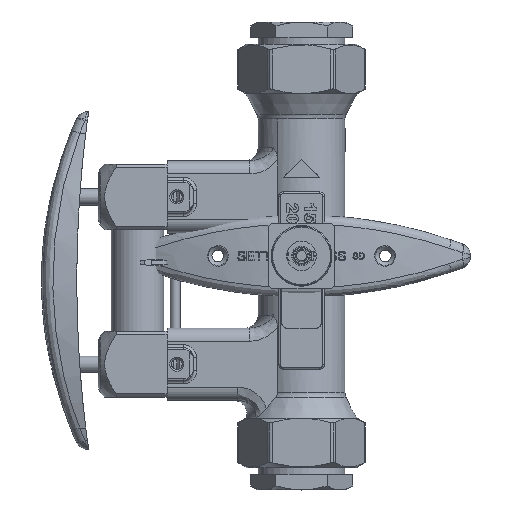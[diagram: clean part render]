
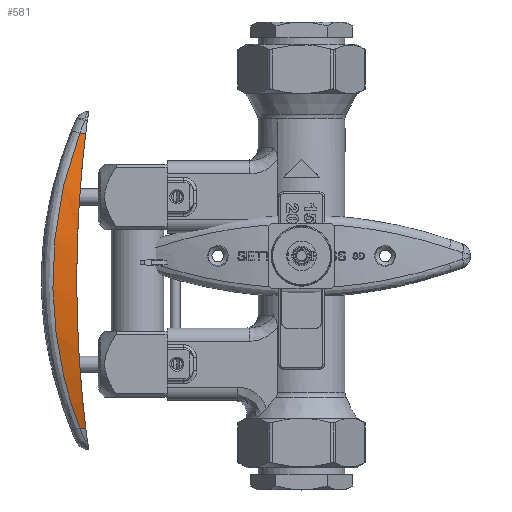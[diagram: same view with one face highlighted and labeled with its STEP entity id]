
A CAD part, top view. The second image highlights one B-rep face of the part: STEP entity #581.
In plain terms, the highlighted cylindrical face has radius 140 mm (diameter 280 mm), a partial arc.
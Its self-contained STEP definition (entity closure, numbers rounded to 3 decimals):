
#581 = ADVANCED_FACE( '', ( #1648 ), #1649, .T. );
#1648 = FACE_OUTER_BOUND( '', #3713, .T. );
#1649 = CYLINDRICAL_SURFACE( '', #3714, 140. );
#3713 = EDGE_LOOP( '', ( #7945, #7946, #7947, #7948 ) );
#3714 = AXIS2_PLACEMENT_3D( '', #7949, #7950, #7951 );
#7945 = ORIENTED_EDGE( '', *, *, #13373, .F. );
#7946 = ORIENTED_EDGE( '', *, *, #13370, .T. );
#7947 = ORIENTED_EDGE( '', *, *, #13374, .T. );
#7948 = ORIENTED_EDGE( '', *, *, #13375, .F. );
#7949 = CARTESIAN_POINT( '', ( 0., 127.5, 14.31 ) );
#7950 = DIRECTION( '', ( 0., 0., 1. ) );
#7951 = DIRECTION( '', ( -1., 0., 0. ) );
#13370 = EDGE_CURVE( '', #15479, #15491, #15493, .T. );
#13373 = EDGE_CURVE( '', #15479, #15497, #15498, .T. );
#13374 = EDGE_CURVE( '', #15491, #15499, #15500, .T. );
#13375 = EDGE_CURVE( '', #15497, #15499, #15501, .T. );
#15479 = VERTEX_POINT( '', #20486 );
#15491 = VERTEX_POINT( '', #20573 );
#15493 = B_SPLINE_CURVE_WITH_KNOTS( '', 3, ( #20575, #20576, #20577, #20578, #20579, #20580, #20581, #20582, #20583, #20584, #20585, #20586, #20587, #20588, #20589, #20590, #20591, #20592, #20593, #20594, #20595, #20596, #20597, #20598, #20599, #20600, #20601, #20602, #20603, #20604, #20605, #20606, #20607, #20608, #20609, #20610, #20611, #20612, #20613, #20614, #20615, #20616, #20617, #20618, #20619, #20620, #20621, #20622 ), .UNSPECIFIED., .F., .F., ( 4, 1, 1, 1, 1, 1, 1, 1, 1, 1, 1, 2, 2, 2, 1, 1, 1, 1, 1, 1, 1, 1, 1, 1, 1, 1, 2, 2, 2, 1, 1, 1, 1, 1, 1, 1, 1, 1, 1, 4 ), ( 0., 0.003, 0.006, 0.009, 0.012, 0.015, 0.017, 0.02, 0.023, 0.026, 0.029, 0.032, 0.033, 0.033, 0.033, 0.033, 0.035, 0.038, 0.041, 0.044, 0.046, 0.049, 0.052, 0.055, 0.058, 0.061, 0.064, 0.065, 0.066, 0.066, 0.067, 0.07, 0.073, 0.076, 0.078, 0.081, 0.084, 0.087, 0.09, 0.093 ), .UNSPECIFIED. );
#15497 = VERTEX_POINT( '', #20626 );
#15498 = LINE( '', #20627, #20628 );
#15499 = VERTEX_POINT( '', #20629 );
#15500 = LINE( '', #20630, #20631 );
#15501 = B_SPLINE_CURVE_WITH_KNOTS( '', 3, ( #20632, #20633, #20634, #20635, #20636, #20637, #20638, #20639, #20640, #20641, #20642, #20643, #20644, #20645, #20646, #20647 ), .UNSPECIFIED., .F., .F., ( 4, 2, 2, 2, 2, 2, 2, 4 ), ( 0., 0.023, 0.034, 0.04, 0.043, 0.046, 0.068, 0.091 ), .UNSPECIFIED. );
#20486 = CARTESIAN_POINT( '', ( 44.937, -5.092, 2.708 ) );
#20573 = CARTESIAN_POINT( '', ( -44.937, -5.092, 2.708 ) );
#20575 = CARTESIAN_POINT( '', ( 44.937, -5.092, 2.708 ) );
#20576 = CARTESIAN_POINT( '', ( 44.065, -5.388, 3.049 ) );
#20577 = CARTESIAN_POINT( '', ( 42.312, -5.962, 3.707 ) );
#20578 = CARTESIAN_POINT( '', ( 39.657, -6.775, 4.63 ) );
#20579 = CARTESIAN_POINT( '', ( 36.976, -7.538, 5.489 ) );
#20580 = CARTESIAN_POINT( '', ( 34.269, -8.251, 6.286 ) );
#20581 = CARTESIAN_POINT( '', ( 31.536, -8.912, 7.02 ) );
#20582 = CARTESIAN_POINT( '', ( 28.776, -9.52, 7.692 ) );
#20583 = CARTESIAN_POINT( '', ( 25.99, -10.076, 8.301 ) );
#20584 = CARTESIAN_POINT( '', ( 23.178, -10.578, 8.849 ) );
#20585 = CARTESIAN_POINT( '', ( 20.339, -11.025, 9.335 ) );
#20586 = CARTESIAN_POINT( '', ( 17.472, -11.416, 9.758 ) );
#20587 = CARTESIAN_POINT( '', ( 15.543, -11.638, 9.998 ) );
#20588 = CARTESIAN_POINT( '', ( 14.331, -11.765, 10.134 ) );
#20589 = CARTESIAN_POINT( '', ( 14.089, -11.79, 10.161 ) );
#20590 = CARTESIAN_POINT( '', ( 13.785, -11.82, 10.194 ) );
#20591 = CARTESIAN_POINT( '', ( 13.724, -11.826, 10.2 ) );
#20592 = CARTESIAN_POINT( '', ( 13.603, -11.838, 10.213 ) );
#20593 = CARTESIAN_POINT( '', ( 13.421, -11.855, 10.232 ) );
#20594 = CARTESIAN_POINT( '', ( 12.753, -11.919, 10.3 ) );
#20595 = CARTESIAN_POINT( '', ( 11.174, -12.059, 10.451 ) );
#20596 = CARTESIAN_POINT( '', ( 8.747, -12.237, 10.642 ) );
#20597 = CARTESIAN_POINT( '', ( 5.837, -12.388, 10.804 ) );
#20598 = CARTESIAN_POINT( '', ( 2.93, -12.479, 10.902 ) );
#20599 = CARTESIAN_POINT( '', ( 0.025, -12.51, 10.934 ) );
#20600 = CARTESIAN_POINT( '', ( -2.878, -12.48, 10.903 ) );
#20601 = CARTESIAN_POINT( '', ( -5.778, -12.391, 10.807 ) );
#20602 = CARTESIAN_POINT( '', ( -8.676, -12.241, 10.646 ) );
#20603 = CARTESIAN_POINT( '', ( -11.571, -12.031, 10.421 ) );
#20604 = CARTESIAN_POINT( '', ( -14.464, -11.761, 10.13 ) );
#20605 = CARTESIAN_POINT( '', ( -16.391, -11.541, 9.893 ) );
#20606 = CARTESIAN_POINT( '', ( -17.836, -11.36, 9.698 ) );
#20607 = CARTESIAN_POINT( '', ( -18.317, -11.297, 9.63 ) );
#20608 = CARTESIAN_POINT( '', ( -18.919, -11.216, 9.542 ) );
#20609 = CARTESIAN_POINT( '', ( -19.039, -11.199, 9.524 ) );
#20610 = CARTESIAN_POINT( '', ( -19.28, -11.166, 9.488 ) );
#20611 = CARTESIAN_POINT( '', ( -19.64, -11.116, 9.433 ) );
#20612 = CARTESIAN_POINT( '', ( -20.959, -10.927, 9.228 ) );
#20613 = CARTESIAN_POINT( '', ( -23.104, -10.59, 8.863 ) );
#20614 = CARTESIAN_POINT( '', ( -25.934, -10.087, 8.313 ) );
#20615 = CARTESIAN_POINT( '', ( -28.735, -9.529, 7.701 ) );
#20616 = CARTESIAN_POINT( '', ( -31.507, -8.918, 7.027 ) );
#20617 = CARTESIAN_POINT( '', ( -34.251, -8.255, 6.291 ) );
#20618 = CARTESIAN_POINT( '', ( -36.966, -7.541, 5.493 ) );
#20619 = CARTESIAN_POINT( '', ( -39.653, -6.777, 4.632 ) );
#20620 = CARTESIAN_POINT( '', ( -42.311, -5.963, 3.707 ) );
#20621 = CARTESIAN_POINT( '', ( -44.065, -5.388, 3.049 ) );
#20622 = CARTESIAN_POINT( '', ( -44.937, -5.092, 2.708 ) );
#20626 = CARTESIAN_POINT( '', ( 44.937, -5.092, 0.876 ) );
#20627 = CARTESIAN_POINT( '', ( 44.937, -5.092, 14.31 ) );
#20628 = VECTOR( '', #28652, 1000. );
#20629 = CARTESIAN_POINT( '', ( -44.937, -5.092, 0.876 ) );
#20630 = CARTESIAN_POINT( '', ( -44.937, -5.092, 14.31 ) );
#20631 = VECTOR( '', #28653, 1000. );
#20632 = CARTESIAN_POINT( '', ( 44.937, -5.092, 0.876 ) );
#20633 = CARTESIAN_POINT( '', ( 37.676, -7.553, 1.78 ) );
#20634 = CARTESIAN_POINT( '', ( 30.297, -9.393, 2.453 ) );
#20635 = CARTESIAN_POINT( '', ( 19.053, -11.249, 3.131 ) );
#20636 = CARTESIAN_POINT( '', ( 15.276, -11.716, 3.301 ) );
#20637 = CARTESIAN_POINT( '', ( 9.566, -12.186, 3.472 ) );
#20638 = CARTESIAN_POINT( '', ( 7.655, -12.304, 3.515 ) );
#20639 = CARTESIAN_POINT( '', ( 4.778, -12.422, 3.558 ) );
#20640 = CARTESIAN_POINT( '', ( 3.817, -12.451, 3.569 ) );
#20641 = CARTESIAN_POINT( '', ( 1.891, -12.491, 3.583 ) );
#20642 = CARTESIAN_POINT( '', ( 0.925, -12.5, 3.587 ) );
#20643 = CARTESIAN_POINT( '', ( -7.745, -12.498, 3.586 ) );
#20644 = CARTESIAN_POINT( '', ( -15.338, -11.864, 3.355 ) );
#20645 = CARTESIAN_POINT( '', ( -30.303, -9.391, 2.452 ) );
#20646 = CARTESIAN_POINT( '', ( -37.677, -7.553, 1.78 ) );
#20647 = CARTESIAN_POINT( '', ( -44.937, -5.092, 0.876 ) );
#28652 = DIRECTION( '', ( 0., 0., -1. ) );
#28653 = DIRECTION( '', ( 0., 0., -1. ) );
